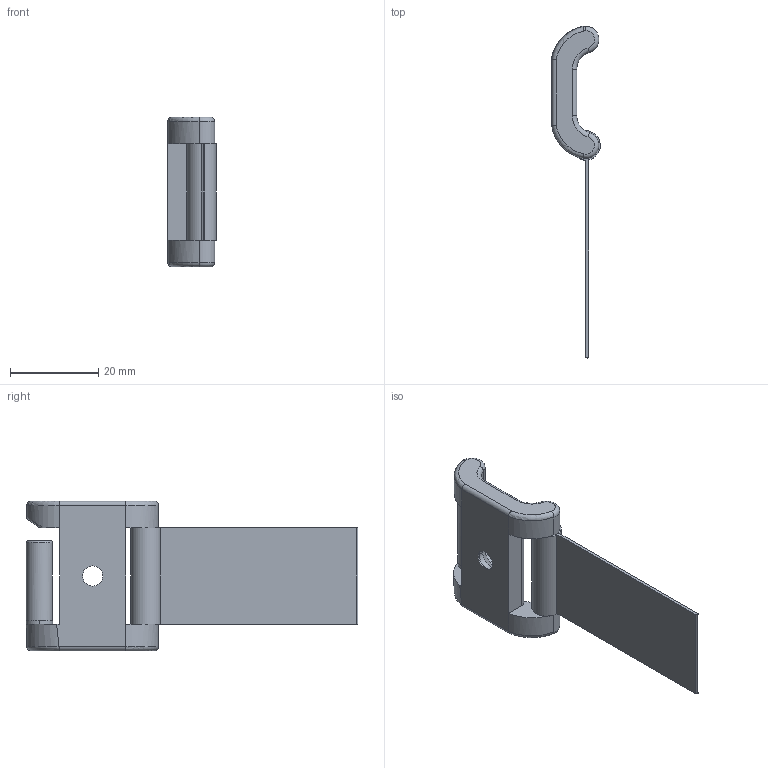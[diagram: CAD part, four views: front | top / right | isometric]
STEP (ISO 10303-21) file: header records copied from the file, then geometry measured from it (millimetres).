
FILE_DESCRIPTION (( 'STEP AP214' ), '1' );
FILE_NAME ('3010-001.STEP', '2024-09-06T09:01:46', ( '' ), ( '' ), 'SwSTEP 2.0', 'SolidWorks 2022', '' );
FILE_SCHEMA (( 'AUTOMOTIVE_DESIGN' ));
Length unit declared in the file: millimetre
Products named in the file (1): 3010-001
Bounding box: 11.05 x 75.39 x 34 mm (x, y, z)
Volume: 5917.8 mm3; surface area: 5194.3 mm2
Topology: 1 solids, 1 shells, 83 faces, 202 edges, 119 vertices
Faces by surface type: cylinder 35, plane 21, bspline 11, torus 10, cone 4, sphere 2
Entity records: 3251 total; most frequent: CARTESIAN_POINT 1276, ORIENTED_EDGE 404, DIRECTION 393, EDGE_CURVE 202, AXIS2_PLACEMENT_3D 156, VERTEX_POINT 119, EDGE_LOOP 85, CIRCLE 83
